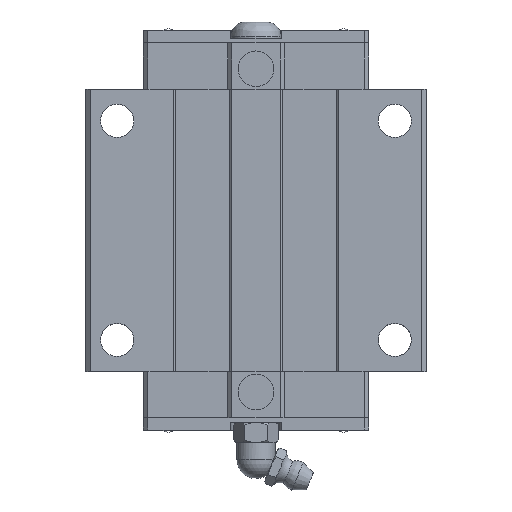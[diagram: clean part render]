
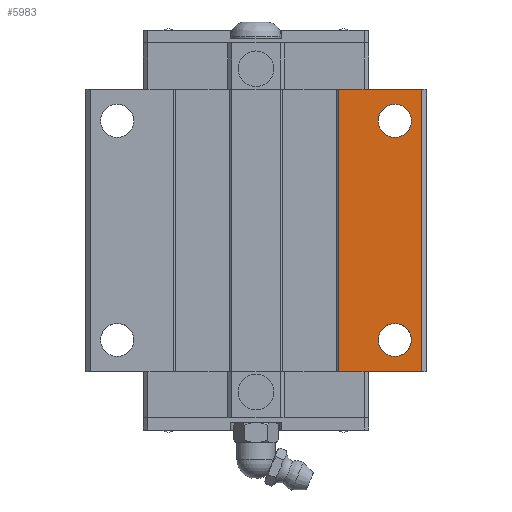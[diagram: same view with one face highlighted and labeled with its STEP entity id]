
A CAD part, top view. The second image highlights one B-rep face of the part: STEP entity #5983.
In plain terms, the highlighted planar face has unit normal (0, 0, 1).
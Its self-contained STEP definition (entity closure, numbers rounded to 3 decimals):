
#312=FACE_BOUND('',#1189,.T.);
#313=FACE_BOUND('',#1190,.T.);
#539=PLANE('',#6498);
#853=FACE_OUTER_BOUND('',#1188,.T.);
#1188=EDGE_LOOP('',(#5487,#5488,#5489,#5490));
#1189=EDGE_LOOP('',(#5491));
#1190=EDGE_LOOP('',(#5492));
#1687=LINE('',#9957,#2249);
#1731=LINE('',#10043,#2293);
#1744=LINE('',#10066,#2306);
#1747=LINE('',#10072,#2309);
#2249=VECTOR('',#7885,1.);
#2293=VECTOR('',#7941,1.);
#2306=VECTOR('',#7966,1.);
#2309=VECTOR('',#7975,1.);
#2377=CIRCLE('',#6081,3.4);
#2380=CIRCLE('',#6085,3.4);
#2551=VERTEX_POINT('',#8202);
#2554=VERTEX_POINT('',#8210);
#3029=VERTEX_POINT('',#9954);
#3030=VERTEX_POINT('',#9956);
#3065=VERTEX_POINT('',#10040);
#3066=VERTEX_POINT('',#10042);
#3125=EDGE_CURVE('',#2551,#2551,#2377,.T.);
#3129=EDGE_CURVE('',#2554,#2554,#2380,.T.);
#3835=EDGE_CURVE('',#3030,#3029,#1687,.T.);
#3879=EDGE_CURVE('',#3066,#3065,#1731,.T.);
#3892=EDGE_CURVE('',#3065,#3030,#1744,.T.);
#3895=EDGE_CURVE('',#3066,#3029,#1747,.T.);
#5487=ORIENTED_EDGE('',*,*,#3892,.T.);
#5488=ORIENTED_EDGE('',*,*,#3835,.T.);
#5489=ORIENTED_EDGE('',*,*,#3895,.F.);
#5490=ORIENTED_EDGE('',*,*,#3879,.T.);
#5491=ORIENTED_EDGE('',*,*,#3129,.T.);
#5492=ORIENTED_EDGE('',*,*,#3125,.T.);
#5983=ADVANCED_FACE('',(#853,#312,#313),#539,.T.);
#6081=AXIS2_PLACEMENT_3D('',#8203,#6627,#6628);
#6085=AXIS2_PLACEMENT_3D('',#8211,#6636,#6637);
#6498=AXIS2_PLACEMENT_3D('',#10071,#7973,#7974);
#6627=DIRECTION('center_axis',(0.,0.,-1.));
#6628=DIRECTION('ref_axis',(1.,0.,0.));
#6636=DIRECTION('center_axis',(0.,0.,-1.));
#6637=DIRECTION('ref_axis',(1.,0.,0.));
#7885=DIRECTION('',(1.,0.,0.));
#7941=DIRECTION('',(-1.,0.,0.));
#7966=DIRECTION('',(0.,-1.,0.));
#7973=DIRECTION('center_axis',(0.,0.,1.));
#7974=DIRECTION('ref_axis',(-1.,0.,0.));
#7975=DIRECTION('',(0.,-1.,0.));
#8202=CARTESIAN_POINT('',(25.1,18.501,36.));
#8203=CARTESIAN_POINT('Origin',(28.5,18.501,36.));
#8210=CARTESIAN_POINT('',(25.1,63.501,36.));
#8211=CARTESIAN_POINT('Origin',(28.5,63.501,36.));
#9954=CARTESIAN_POINT('',(34.,12.001,36.));
#9956=CARTESIAN_POINT('',(17.,12.001,36.));
#9957=CARTESIAN_POINT('',(34.,12.001,36.));
#10040=CARTESIAN_POINT('',(17.,70.001,36.));
#10042=CARTESIAN_POINT('',(34.,70.001,36.));
#10043=CARTESIAN_POINT('',(34.,70.001,36.));
#10066=CARTESIAN_POINT('',(17.,84.501,36.));
#10071=CARTESIAN_POINT('Origin',(0.,70.001,36.));
#10072=CARTESIAN_POINT('',(34.,70.001,36.));
